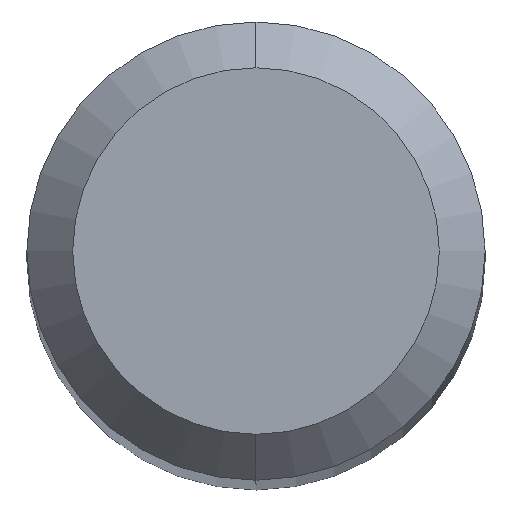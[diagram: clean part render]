
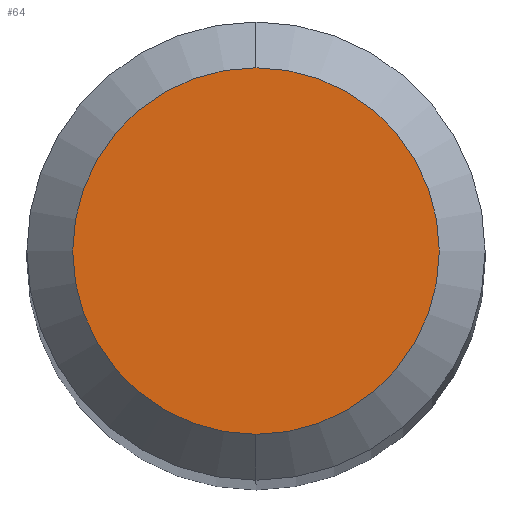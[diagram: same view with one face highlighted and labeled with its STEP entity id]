
A CAD part, top view. The second image highlights one B-rep face of the part: STEP entity #64.
In plain terms, the highlighted planar face has unit normal (0, 0, 1).
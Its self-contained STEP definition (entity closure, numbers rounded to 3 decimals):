
#64=ADVANCED_FACE('',(#140),#141,.T.);
#140=FACE_OUTER_BOUND('',#230,.T.);
#141=PLANE('',#231);
#230=EDGE_LOOP('',(#327,#328));
#231=AXIS2_PLACEMENT_3D('',#329,#330,#331);
#327=ORIENTED_EDGE('',*,*,#469,.F.);
#328=ORIENTED_EDGE('',*,*,#474,.F.);
#329=CARTESIAN_POINT('',(0.,0.6,36.841));
#330=DIRECTION('',(0.,0.0,1.0));
#331=DIRECTION('',(0.0,-1.0,0.0));
#469=EDGE_CURVE('',#549,#551,#552,.T.);
#474=EDGE_CURVE('',#551,#549,#557,.T.);
#549=VERTEX_POINT('',#633);
#551=VERTEX_POINT('',#636);
#552=CIRCLE('',#637,1.2);
#557=CIRCLE('',#643,1.2);
#633=CARTESIAN_POINT('',(0.,1.2,36.841));
#636=CARTESIAN_POINT('',(0.,-1.2,36.841));
#637=AXIS2_PLACEMENT_3D('',#712,#713,#714);
#643=AXIS2_PLACEMENT_3D('',#719,#720,#721);
#712=CARTESIAN_POINT('',(0.,0.0,36.841));
#713=DIRECTION('',(0.,0.0,-1.0));
#714=DIRECTION('',(0.0,1.0,0.0));
#719=CARTESIAN_POINT('',(0.,0.0,36.841));
#720=DIRECTION('',(0.,0.0,-1.0));
#721=DIRECTION('',(0.0,1.0,0.0));
